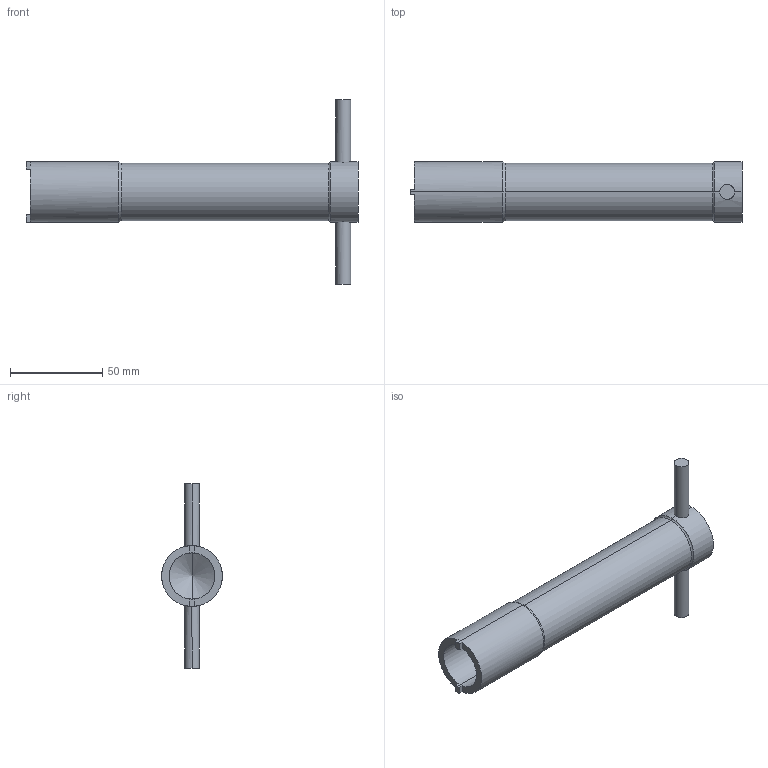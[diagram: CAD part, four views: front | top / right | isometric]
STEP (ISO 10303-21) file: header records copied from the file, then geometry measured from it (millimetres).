
FILE_DESCRIPTION (( 'STEP AP203' ), '1' );
FILE_NAME ('900.103.033.180.STEP', '2024-08-27T08:36:37', ( '' ), ( '' ), 'SwSTEP 2.0', 'SolidWorks 2022', '' );
FILE_SCHEMA (( 'CONFIG_CONTROL_DESIGN' ));
Length unit declared in the file: millimetre
Products named in the file (1): 900.103.033.180
Bounding box: 180 x 33 x 100 mm (x, y, z)
Volume: 105704.6 mm3; surface area: 27505.2 mm2
Topology: 1 solids, 1 shells, 29 faces, 70 edges, 41 vertices
Faces by surface type: cylinder 12, plane 11, cone 4, torus 2
Entity records: 1029 total; most frequent: CARTESIAN_POINT 271, DIRECTION 154, ORIENTED_EDGE 136, EDGE_CURVE 68, AXIS2_PLACEMENT_3D 60, VERTEX_POINT 41, LINE 34, VECTOR 34
